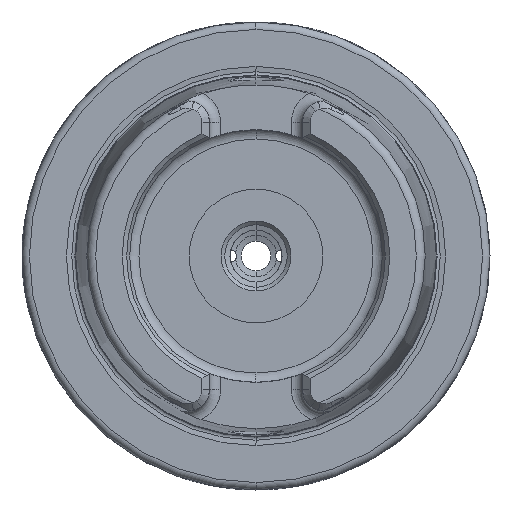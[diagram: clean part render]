
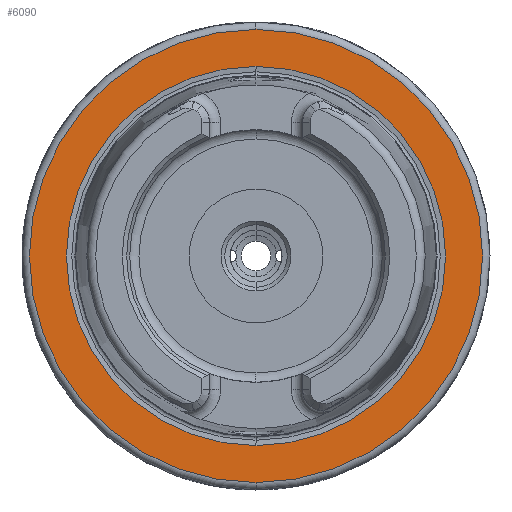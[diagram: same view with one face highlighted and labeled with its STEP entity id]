
A CAD part, left-side view. The second image highlights one B-rep face of the part: STEP entity #6090.
In plain terms, the highlighted planar face has unit normal (-1, 0, 0).
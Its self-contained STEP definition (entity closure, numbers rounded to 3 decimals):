
#350 = EDGE_LOOP ( 'NONE', ( #5581, #5587 ) ) ;
#710 = CARTESIAN_POINT ( 'NONE',  ( -24., 0., 0. ) ) ;
#916 = AXIS2_PLACEMENT_3D ( 'NONE', #2705, #2283, #2191 ) ;
#1933 = AXIS2_PLACEMENT_3D ( 'NONE', #4779, #4768, #4761 ) ;
#1941 = AXIS2_PLACEMENT_3D ( 'NONE', #4822, #4803, #4796 ) ;
#2113 = VERTEX_POINT ( 'NONE', #7592 ) ;
#2191 = DIRECTION ( 'NONE',  ( 0., 0., -1. ) ) ;
#2283 = DIRECTION ( 'NONE',  ( 1., 0., 0. ) ) ;
#2326 = AXIS2_PLACEMENT_3D ( 'NONE', #5694, #5628, #5704 ) ;
#2438 = AXIS2_PLACEMENT_3D ( 'NONE', #710, #4475, #6518 ) ;
#2559 = PLANE ( 'NONE',  #916 ) ;
#2705 = CARTESIAN_POINT ( 'NONE',  ( -24., 31.5, 0. ) ) ;
#2802 = CARTESIAN_POINT ( 'NONE',  ( -24., 0., 25.521 ) ) ;
#2825 = EDGE_CURVE ( 'NONE', #4520, #7704, #5643, .T. ) ;
#2996 = EDGE_CURVE ( 'NONE', #7004, #2113, #4307, .T. ) ;
#3214 = CARTESIAN_POINT ( 'NONE',  ( -24., 0., -30.5 ) ) ;
#4051 = EDGE_CURVE ( 'NONE', #7704, #4520, #6100, .T. ) ;
#4055 = EDGE_CURVE ( 'NONE', #2113, #7004, #6162, .T. ) ;
#4307 = CIRCLE ( 'NONE', #2326, 25.521 ) ;
#4475 = DIRECTION ( 'NONE',  ( -1., 0., 0. ) ) ;
#4520 = VERTEX_POINT ( 'NONE', #5527 ) ;
#4761 = DIRECTION ( 'NONE',  ( 0., 0., -1. ) ) ;
#4768 = DIRECTION ( 'NONE',  ( 1., 0., 0. ) ) ;
#4779 = CARTESIAN_POINT ( 'NONE',  ( -24., 0., 0. ) ) ;
#4796 = DIRECTION ( 'NONE',  ( 0., 0., -1. ) ) ;
#4803 = DIRECTION ( 'NONE',  ( -1., 0., 0. ) ) ;
#4822 = CARTESIAN_POINT ( 'NONE',  ( -24., 0., 0. ) ) ;
#5527 = CARTESIAN_POINT ( 'NONE',  ( -24., 0., 30.5 ) ) ;
#5581 = ORIENTED_EDGE ( 'NONE', *, *, #4051, .T. ) ;
#5587 = ORIENTED_EDGE ( 'NONE', *, *, #2825, .T. ) ;
#5593 = ORIENTED_EDGE ( 'NONE', *, *, #2996, .T. ) ;
#5623 = ORIENTED_EDGE ( 'NONE', *, *, #4055, .T. ) ;
#5628 = DIRECTION ( 'NONE',  ( 1., 0., 0. ) ) ;
#5643 = CIRCLE ( 'NONE', #2438, 30.5 ) ;
#5694 = CARTESIAN_POINT ( 'NONE',  ( -24., 0., 0. ) ) ;
#5704 = DIRECTION ( 'NONE',  ( 0., 0., -1. ) ) ;
#5977 = EDGE_LOOP ( 'NONE', ( #5593, #5623 ) ) ;
#6090 = ADVANCED_FACE ( 'NONE', ( #7196, #7275 ), #2559, .F. ) ;
#6100 = CIRCLE ( 'NONE', #1941, 30.5 ) ;
#6162 = CIRCLE ( 'NONE', #1933, 25.521 ) ;
#6518 = DIRECTION ( 'NONE',  ( 0., 0., -1. ) ) ;
#7004 = VERTEX_POINT ( 'NONE', #2802 ) ;
#7196 = FACE_OUTER_BOUND ( 'NONE', #350, .T. ) ;
#7275 = FACE_BOUND ( 'NONE', #5977, .T. ) ;
#7592 = CARTESIAN_POINT ( 'NONE',  ( -24., 0., -25.521 ) ) ;
#7704 = VERTEX_POINT ( 'NONE', #3214 ) ;
